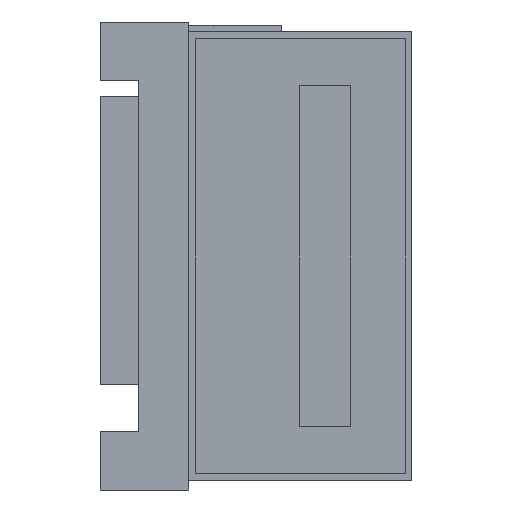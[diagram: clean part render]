
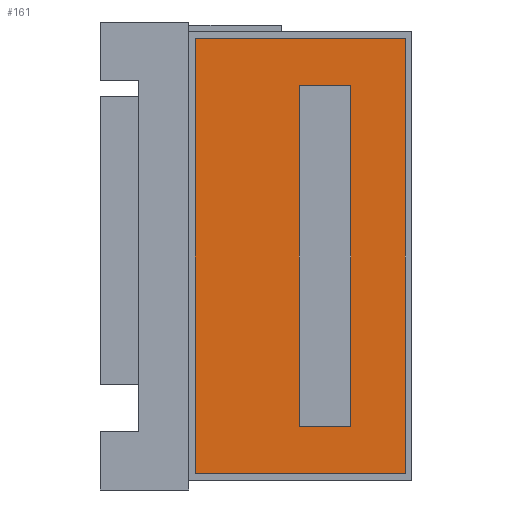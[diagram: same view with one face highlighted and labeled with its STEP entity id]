
A CAD part, left-side view. The second image highlights one B-rep face of the part: STEP entity #161.
In plain terms, the highlighted planar face has unit normal (-1, 0, 0).
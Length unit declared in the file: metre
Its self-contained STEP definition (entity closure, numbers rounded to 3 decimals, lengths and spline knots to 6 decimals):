
#161 = ADVANCED_FACE( '', ( #335, #336 ), #337, .T. );
#335 = FACE_OUTER_BOUND( '', #512, .T. );
#336 = FACE_BOUND( '', #513, .T. );
#337 = PLANE( '', #514 );
#512 = EDGE_LOOP( '', ( #937, #938, #939, #940 ) );
#513 = EDGE_LOOP( '', ( #941, #942, #943, #944 ) );
#514 = AXIS2_PLACEMENT_3D( '', #945, #946, #947 );
#937 = ORIENTED_EDGE( '', *, *, #1200, .F. );
#938 = ORIENTED_EDGE( '', *, *, #1165, .T. );
#939 = ORIENTED_EDGE( '', *, *, #1059, .T. );
#940 = ORIENTED_EDGE( '', *, *, #1050, .F. );
#941 = ORIENTED_EDGE( '', *, *, #1187, .F. );
#942 = ORIENTED_EDGE( '', *, *, #1193, .T. );
#943 = ORIENTED_EDGE( '', *, *, #1035, .T. );
#944 = ORIENTED_EDGE( '', *, *, #1201, .F. );
#945 = CARTESIAN_POINT( '', ( -0.022849, -0.033589, 0.009058 ) );
#946 = DIRECTION( '', ( -1., 0., 0. ) );
#947 = DIRECTION( '', ( 0., -1., 0. ) );
#1035 = EDGE_CURVE( '', #1229, #1227, #1230, .T. );
#1050 = EDGE_CURVE( '', #1254, #1256, #1257, .T. );
#1059 = EDGE_CURVE( '', #1271, #1256, #1272, .T. );
#1165 = EDGE_CURVE( '', #1437, #1271, #1438, .T. );
#1187 = EDGE_CURVE( '', #1460, #1462, #1463, .T. );
#1193 = EDGE_CURVE( '', #1460, #1229, #1469, .T. );
#1200 = EDGE_CURVE( '', #1437, #1254, #1477, .T. );
#1201 = EDGE_CURVE( '', #1462, #1227, #1478, .T. );
#1227 = VERTEX_POINT( '', #1509 );
#1229 = VERTEX_POINT( '', #1512 );
#1230 = LINE( '', #1513, #1514 );
#1254 = VERTEX_POINT( '', #1548 );
#1256 = VERTEX_POINT( '', #1551 );
#1257 = LINE( '', #1552, #1553 );
#1271 = VERTEX_POINT( '', #1573 );
#1272 = LINE( '', #1574, #1575 );
#1437 = VERTEX_POINT( '', #1821 );
#1438 = LINE( '', #1822, #1823 );
#1460 = VERTEX_POINT( '', #1855 );
#1462 = VERTEX_POINT( '', #1858 );
#1463 = LINE( '', #1859, #1860 );
#1469 = LINE( '', #1868, #1869 );
#1477 = LINE( '', #1880, #1881 );
#1478 = LINE( '', #1882, #1883 );
#1509 = CARTESIAN_POINT( '', ( -0.022849, -0.035224, 0.014558 ) );
#1512 = CARTESIAN_POINT( '', ( -0.022849, -0.033554, 0.014558 ) );
#1513 = CARTESIAN_POINT( '', ( -0.022849, -0.034389, 0.014558 ) );
#1514 = VECTOR( '', #1904, 1. );
#1548 = CARTESIAN_POINT( '', ( -0.022849, -0.030193, 0.01607 ) );
#1551 = CARTESIAN_POINT( '', ( -0.022849, -0.036985, 0.01607 ) );
#1552 = CARTESIAN_POINT( '', ( -0.022849, -0.033589, 0.01607 ) );
#1553 = VECTOR( '', #1916, 1. );
#1573 = CARTESIAN_POINT( '', ( -0.022849, -0.036985, 0.002047 ) );
#1574 = CARTESIAN_POINT( '', ( -0.022849, -0.036985, 0.009058 ) );
#1575 = VECTOR( '', #1923, 1. );
#1821 = CARTESIAN_POINT( '', ( -0.022849, -0.030193, 0.002047 ) );
#1822 = CARTESIAN_POINT( '', ( -0.022849, -0.033589, 0.002047 ) );
#1823 = VECTOR( '', #2017, 1. );
#1855 = CARTESIAN_POINT( '', ( -0.022849, -0.033554, 0.003558 ) );
#1858 = CARTESIAN_POINT( '', ( -0.022849, -0.035224, 0.003558 ) );
#1859 = CARTESIAN_POINT( '', ( -0.022849, -0.034389, 0.003558 ) );
#1860 = VECTOR( '', #2029, 1. );
#1868 = CARTESIAN_POINT( '', ( -0.022849, -0.033554, 0.009058 ) );
#1869 = VECTOR( '', #2032, 1. );
#1880 = CARTESIAN_POINT( '', ( -0.022849, -0.030193, 0.009058 ) );
#1881 = VECTOR( '', #2036, 1. );
#1882 = CARTESIAN_POINT( '', ( -0.022849, -0.035224, 0.009058 ) );
#1883 = VECTOR( '', #2037, 1. );
#1904 = DIRECTION( '', ( 0., -1., 0. ) );
#1916 = DIRECTION( '', ( 0., -1., 0. ) );
#1923 = DIRECTION( '', ( 0., 0., 1. ) );
#2017 = DIRECTION( '', ( 0., -1., 0. ) );
#2029 = DIRECTION( '', ( 0., -1., 0. ) );
#2032 = DIRECTION( '', ( 0., 0., 1. ) );
#2036 = DIRECTION( '', ( 0., 0., 1. ) );
#2037 = DIRECTION( '', ( 0., 0., 1. ) );
